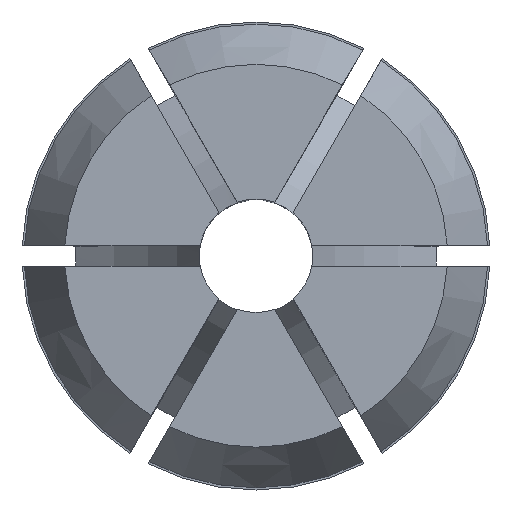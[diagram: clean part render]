
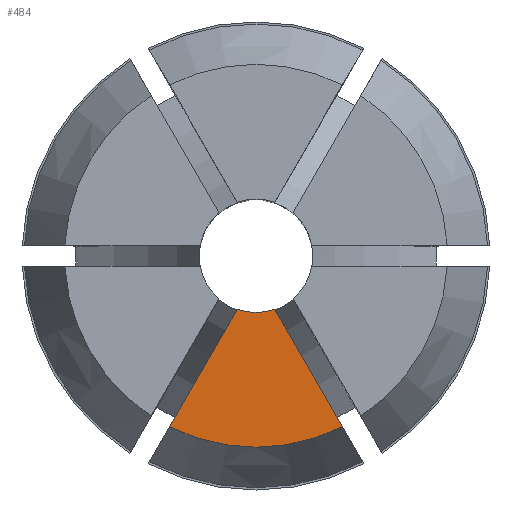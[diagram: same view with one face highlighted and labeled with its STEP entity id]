
A CAD part, top view. The second image highlights one B-rep face of the part: STEP entity #484.
In plain terms, the highlighted planar face has unit normal (0, 0, 1).
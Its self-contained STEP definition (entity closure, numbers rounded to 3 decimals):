
#29 = EDGE_CURVE ( 'NONE', #1476, #1459, #631, .T. ) ;
#241 = CARTESIAN_POINT ( 'NONE',  ( -6.495, 9.75, 40. ) ) ;
#247 = CARTESIAN_POINT ( 'NONE',  ( -1.315, -3.778, 40. ) ) ;
#285 = EDGE_CURVE ( 'NONE', #847, #1476, #1610, .T. ) ;
#286 = CARTESIAN_POINT ( 'NONE',  ( -6.09, -12.048, 40. ) ) ;
#376 = AXIS2_PLACEMENT_3D ( 'NONE', #1282, #2998, #2520 ) ;
#388 = VECTOR ( 'NONE', #2877, 1000. ) ;
#484 = ADVANCED_FACE ( 'NONE', ( #1570 ), #1008, .T. ) ;
#631 = LINE ( 'NONE', #241, #1409 ) ;
#751 = DIRECTION ( 'NONE',  ( 1., 0., 0. ) ) ;
#847 = VERTEX_POINT ( 'NONE', #247 ) ;
#881 = AXIS2_PLACEMENT_3D ( 'NONE', #1965, #2885, #751 ) ;
#962 = EDGE_LOOP ( 'NONE', ( #2460, #2147, #1624, #1586 ) ) ;
#996 = EDGE_CURVE ( 'NONE', #1459, #3074, #3096, .T. ) ;
#1008 = PLANE ( 'NONE',  #881 ) ;
#1050 = LINE ( 'NONE', #1651, #388 ) ;
#1282 = CARTESIAN_POINT ( 'NONE',  ( 0., 0., 40. ) ) ;
#1409 = VECTOR ( 'NONE', #1729, 1000. ) ;
#1459 = VERTEX_POINT ( 'NONE', #2958 ) ;
#1476 = VERTEX_POINT ( 'NONE', #2570 ) ;
#1570 = FACE_OUTER_BOUND ( 'NONE', #962, .T. ) ;
#1586 = ORIENTED_EDGE ( 'NONE', *, *, #29, .F. ) ;
#1605 = CARTESIAN_POINT ( 'NONE',  ( 0., 0., 40. ) ) ;
#1610 = CIRCLE ( 'NONE', #2522, 4. ) ;
#1624 = ORIENTED_EDGE ( 'NONE', *, *, #996, .F. ) ;
#1651 = CARTESIAN_POINT ( 'NONE',  ( 6.495, 9.75, 40. ) ) ;
#1662 = EDGE_CURVE ( 'NONE', #847, #3074, #1050, .T. ) ;
#1729 = DIRECTION ( 'NONE',  ( 0.5, -0.866, 0. ) ) ;
#1965 = CARTESIAN_POINT ( 'NONE',  ( 0., 13.499, 40. ) ) ;
#2081 = DIRECTION ( 'NONE',  ( 0., 0., 1. ) ) ;
#2147 = ORIENTED_EDGE ( 'NONE', *, *, #1662, .T. ) ;
#2460 = ORIENTED_EDGE ( 'NONE', *, *, #285, .F. ) ;
#2520 = DIRECTION ( 'NONE',  ( -1., 0., 0. ) ) ;
#2522 = AXIS2_PLACEMENT_3D ( 'NONE', #1605, #2081, #2561 ) ;
#2561 = DIRECTION ( 'NONE',  ( 1., 0., 0. ) ) ;
#2570 = CARTESIAN_POINT ( 'NONE',  ( 1.315, -3.778, 40. ) ) ;
#2877 = DIRECTION ( 'NONE',  ( -0.5, -0.866, 0. ) ) ;
#2885 = DIRECTION ( 'NONE',  ( 0., 0., 1. ) ) ;
#2958 = CARTESIAN_POINT ( 'NONE',  ( 6.09, -12.048, 40. ) ) ;
#2998 = DIRECTION ( 'NONE',  ( 0., 0., -1. ) ) ;
#3074 = VERTEX_POINT ( 'NONE', #286 ) ;
#3096 = CIRCLE ( 'NONE', #376, 13.499 ) ;
